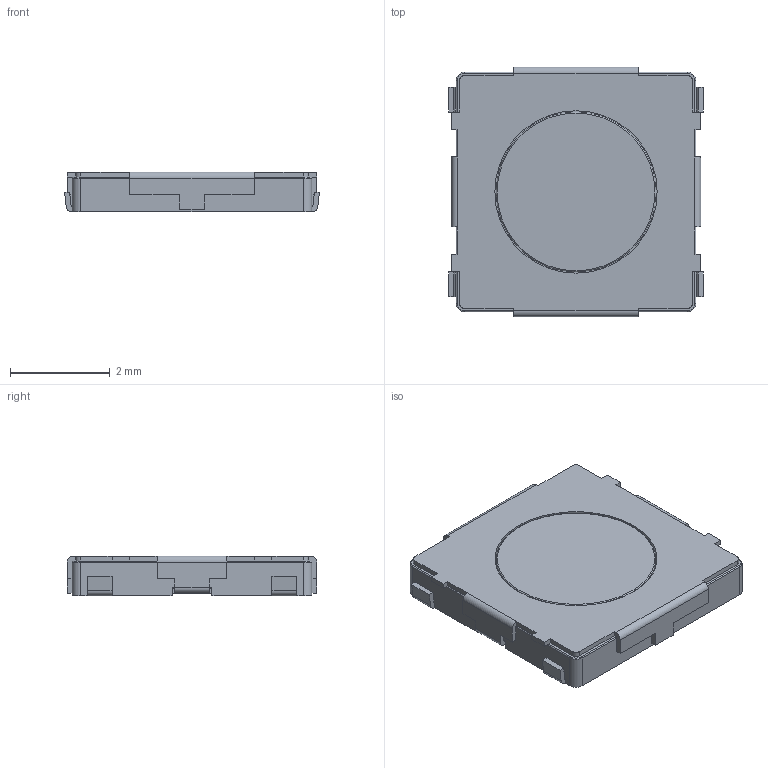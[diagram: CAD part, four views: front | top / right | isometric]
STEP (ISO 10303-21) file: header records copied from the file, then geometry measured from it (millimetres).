
FILE_DESCRIPTION( ( 'Unknown' ), '1' );
FILE_NAME( '4311x30088x6.stp', 'Unknown', ( 'Unknown' ), ( 'Unknown' ), 'XStep 1.0', 'Unknown', ' ' );
FILE_SCHEMA( ( 'automotive_design' ) );
Length unit declared in the file: millimetre
Products named in the file (7): Assem1; frame; cover; pins
Bounding box: 5.1 x 5 x 0.8 mm (x, y, z)
Surface area: 217.9 mm2
Topology: 12 solids, 12 shells, 356 faces, 950 edges, 620 vertices
Faces by surface type: plane 266, cylinder 80, torus 10
Full cylindrical faces by diameter (mm): 3.2 x2, 3.25 x2
Entity records: 5904 total; most frequent: CARTESIAN_POINT 965, ORIENTED_EDGE 942, DIRECTION 926, EDGE_CURVE 471, LINE 386, VECTOR 386, VERTEX_POINT 309, AXIS2_PLACEMENT_3D 270
